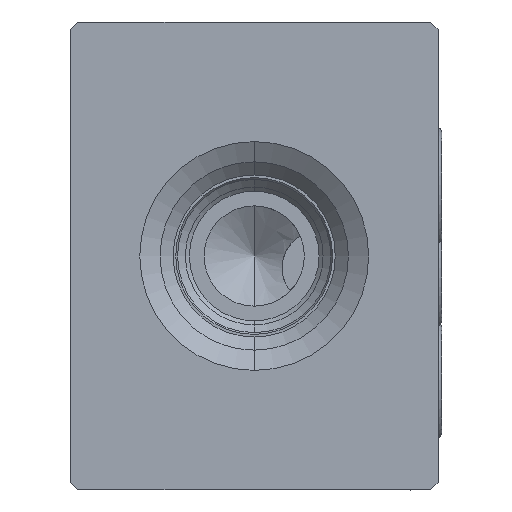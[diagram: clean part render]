
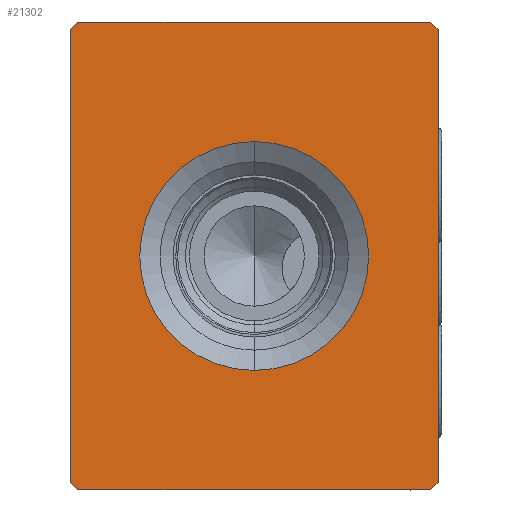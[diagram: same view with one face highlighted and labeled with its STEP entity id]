
A CAD part, left-side view. The second image highlights one B-rep face of the part: STEP entity #21302.
In plain terms, the highlighted planar face has unit normal (-1, 0, 0).
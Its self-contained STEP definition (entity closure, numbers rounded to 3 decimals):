
#101 = EDGE_CURVE ( 'NONE', #10185, #6951, #10403, .T. ) ;
#279 = EDGE_CURVE ( 'NONE', #8349, #20533, #16130, .T. ) ;
#405 = CARTESIAN_POINT ( 'NONE',  ( -38.1, 0., 0. ) ) ;
#948 = VECTOR ( 'NONE', #2378, 1000. ) ;
#953 = LINE ( 'NONE', #1226, #4892 ) ;
#1010 = VERTEX_POINT ( 'NONE', #4766 ) ;
#1132 = ORIENTED_EDGE ( 'NONE', *, *, #21522, .T. ) ;
#1169 = CARTESIAN_POINT ( 'NONE',  ( -38.1, -1., 0. ) ) ;
#1218 = EDGE_CURVE ( 'NONE', #1010, #4271, #953, .T. ) ;
#1226 = CARTESIAN_POINT ( 'NONE',  ( -38.1, 0., -63. ) ) ;
#1416 = EDGE_CURVE ( 'NONE', #10185, #4271, #12206, .T. ) ;
#1703 = EDGE_CURVE ( 'NONE', #6647, #2074, #20830, .T. ) ;
#1769 = EDGE_LOOP ( 'NONE', ( #5671, #14199 ) ) ;
#1834 = ORIENTED_EDGE ( 'NONE', *, *, #5056, .F. ) ;
#2074 = VERTEX_POINT ( 'NONE', #10727 ) ;
#2367 = DIRECTION ( 'NONE',  ( 0., 0.707, -0.707 ) ) ;
#2378 = DIRECTION ( 'NONE',  ( 0., 0.707, 0.707 ) ) ;
#3696 = CARTESIAN_POINT ( 'NONE',  ( -38.1, 0., -62. ) ) ;
#4271 = VERTEX_POINT ( 'NONE', #21553 ) ;
#4382 = VECTOR ( 'NONE', #19111, 1000. ) ;
#4669 = CARTESIAN_POINT ( 'NONE',  ( -38.1, 0., -62. ) ) ;
#4766 = CARTESIAN_POINT ( 'NONE',  ( -38.1, -48.5, -63. ) ) ;
#4892 = VECTOR ( 'NONE', #19582, 1000. ) ;
#4949 = VECTOR ( 'NONE', #5898, 1000. ) ;
#5056 = EDGE_CURVE ( 'NONE', #20111, #20533, #19057, .T. ) ;
#5243 = CARTESIAN_POINT ( 'NONE',  ( -38.1, 0., -1. ) ) ;
#5575 = CARTESIAN_POINT ( 'NONE',  ( -38.1, -1., 0. ) ) ;
#5671 = ORIENTED_EDGE ( 'NONE', *, *, #1703, .F. ) ;
#5748 = VERTEX_POINT ( 'NONE', #12460 ) ;
#5847 = AXIS2_PLACEMENT_3D ( 'NONE', #21247, #21527, #19769 ) ;
#5898 = DIRECTION ( 'NONE',  ( 0., -1., 0. ) ) ;
#6199 = PLANE ( 'NONE',  #5847 ) ;
#6647 = VERTEX_POINT ( 'NONE', #19857 ) ;
#6951 = VERTEX_POINT ( 'NONE', #5243 ) ;
#7070 = EDGE_CURVE ( 'NONE', #20111, #6951, #11940, .T. ) ;
#7101 = ORIENTED_EDGE ( 'NONE', *, *, #1218, .F. ) ;
#7530 = FACE_OUTER_BOUND ( 'NONE', #20873, .T. ) ;
#7611 = ORIENTED_EDGE ( 'NONE', *, *, #1416, .T. ) ;
#7683 = DIRECTION ( 'NONE',  ( 0., 0., -1. ) ) ;
#7991 = LINE ( 'NONE', #9437, #8766 ) ;
#8012 = DIRECTION ( 'NONE',  ( 0., 0., 1. ) ) ;
#8189 = ORIENTED_EDGE ( 'NONE', *, *, #15786, .F. ) ;
#8349 = VERTEX_POINT ( 'NONE', #10197 ) ;
#8766 = VECTOR ( 'NONE', #7683, 1000. ) ;
#8803 = VECTOR ( 'NONE', #15408, 1000. ) ;
#9437 = CARTESIAN_POINT ( 'NONE',  ( -38.1, -49.5, 0. ) ) ;
#10185 = VERTEX_POINT ( 'NONE', #4669 ) ;
#10197 = CARTESIAN_POINT ( 'NONE',  ( -38.1, -49.5, -1. ) ) ;
#10403 = LINE ( 'NONE', #405, #17162 ) ;
#10727 = CARTESIAN_POINT ( 'NONE',  ( -38.1, -24.75, -46.905 ) ) ;
#11940 = LINE ( 'NONE', #5575, #20275 ) ;
#11972 = FACE_BOUND ( 'NONE', #1769, .T. ) ;
#12132 = DIRECTION ( 'NONE',  ( 0., 0., 1. ) ) ;
#12206 = LINE ( 'NONE', #3696, #8803 ) ;
#12356 = CARTESIAN_POINT ( 'NONE',  ( -38.1, -49.5, -1. ) ) ;
#12460 = CARTESIAN_POINT ( 'NONE',  ( -38.1, -49.5, -62. ) ) ;
#12595 = CARTESIAN_POINT ( 'NONE',  ( -38.1, 0., 0. ) ) ;
#12774 = LINE ( 'NONE', #19398, #4382 ) ;
#13066 = CARTESIAN_POINT ( 'NONE',  ( -38.1, -24.75, -31.5 ) ) ;
#13652 = DIRECTION ( 'NONE',  ( -1., 0., 0. ) ) ;
#14199 = ORIENTED_EDGE ( 'NONE', *, *, #21598, .F. ) ;
#14280 = DIRECTION ( 'NONE',  ( 0., 0., 1. ) ) ;
#14739 = ORIENTED_EDGE ( 'NONE', *, *, #279, .T. ) ;
#15408 = DIRECTION ( 'NONE',  ( 0., -0.707, -0.707 ) ) ;
#15572 = CARTESIAN_POINT ( 'NONE',  ( -38.1, -48.5, 0. ) ) ;
#15786 = EDGE_CURVE ( 'NONE', #8349, #5748, #7991, .T. ) ;
#15973 = AXIS2_PLACEMENT_3D ( 'NONE', #13066, #13652, #8012 ) ;
#16130 = LINE ( 'NONE', #12356, #948 ) ;
#16155 = ORIENTED_EDGE ( 'NONE', *, *, #101, .F. ) ;
#17162 = VECTOR ( 'NONE', #12132, 1000. ) ;
#18467 = AXIS2_PLACEMENT_3D ( 'NONE', #20857, #19171, #14280 ) ;
#19057 = LINE ( 'NONE', #12595, #4949 ) ;
#19111 = DIRECTION ( 'NONE',  ( 0., -0.707, 0.707 ) ) ;
#19171 = DIRECTION ( 'NONE',  ( -1., 0., 0. ) ) ;
#19398 = CARTESIAN_POINT ( 'NONE',  ( -38.1, -48.5, -63. ) ) ;
#19582 = DIRECTION ( 'NONE',  ( 0., 1., 0. ) ) ;
#19769 = DIRECTION ( 'NONE',  ( 0., 0., -1. ) ) ;
#19857 = CARTESIAN_POINT ( 'NONE',  ( -38.1, -24.75, -16.095 ) ) ;
#20111 = VERTEX_POINT ( 'NONE', #1169 ) ;
#20275 = VECTOR ( 'NONE', #2367, 1000. ) ;
#20533 = VERTEX_POINT ( 'NONE', #15572 ) ;
#20830 = CIRCLE ( 'NONE', #15973, 15.405 ) ;
#20857 = CARTESIAN_POINT ( 'NONE',  ( -38.1, -24.75, -31.5 ) ) ;
#20873 = EDGE_LOOP ( 'NONE', ( #7101, #1132, #8189, #14739, #1834, #20954, #16155, #7611 ) ) ;
#20954 = ORIENTED_EDGE ( 'NONE', *, *, #7070, .T. ) ;
#21124 = CIRCLE ( 'NONE', #18467, 15.405 ) ;
#21247 = CARTESIAN_POINT ( 'NONE',  ( -38.1, -49.5, 0. ) ) ;
#21302 = ADVANCED_FACE ( 'NONE', ( #7530, #11972 ), #6199, .F. ) ;
#21522 = EDGE_CURVE ( 'NONE', #1010, #5748, #12774, .T. ) ;
#21527 = DIRECTION ( 'NONE',  ( 1., 0., 0. ) ) ;
#21553 = CARTESIAN_POINT ( 'NONE',  ( -38.1, -1., -63. ) ) ;
#21598 = EDGE_CURVE ( 'NONE', #2074, #6647, #21124, .T. ) ;
